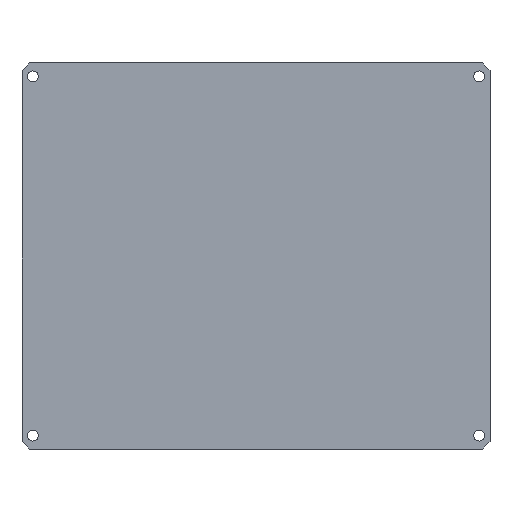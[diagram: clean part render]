
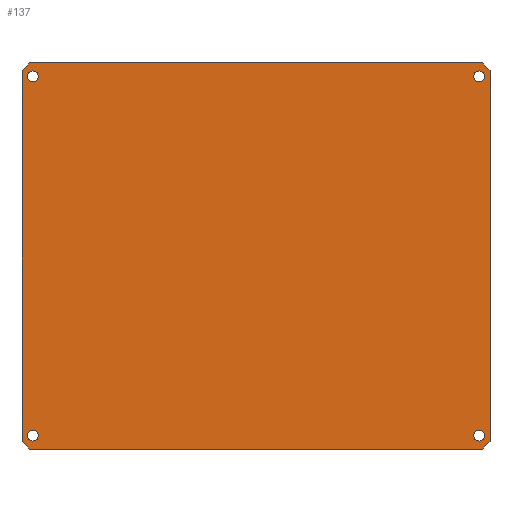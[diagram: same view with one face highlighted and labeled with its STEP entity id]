
A CAD part, top view. The second image highlights one B-rep face of the part: STEP entity #137.
In plain terms, the highlighted planar face has unit normal (0, 0, 1).
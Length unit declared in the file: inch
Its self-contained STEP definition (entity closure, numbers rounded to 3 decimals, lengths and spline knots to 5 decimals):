
#1 = CARTESIAN_POINT ( 'NONE',  ( 2.0653, 0.1546, -0.06882 ) ) ;
#4 = EDGE_LOOP ( 'NONE', ( #578, #562 ) ) ;
#9 = DIRECTION ( 'NONE',  ( 1., 0., 0. ) ) ;
#10 = EDGE_CURVE ( 'NONE', #333, #91, #142, .T. ) ;
#12 = CIRCLE ( 'NONE', #130, 0.125 ) ;
#13 = VERTEX_POINT ( 'NONE', #304 ) ;
#15 = DIRECTION ( 'NONE',  ( 0., 0., 1. ) ) ;
#16 = EDGE_LOOP ( 'NONE', ( #109, #68 ) ) ;
#19 = DIRECTION ( 'NONE',  ( 0., -1., 0. ) ) ;
#21 = CARTESIAN_POINT ( 'NONE',  ( -8.4347, -8.4079, -0.06882 ) ) ;
#26 = VERTEX_POINT ( 'NONE', #451 ) ;
#29 = DIRECTION ( 'NONE',  ( 1., 0., 0. ) ) ;
#30 = CARTESIAN_POINT ( 'NONE',  ( -8.6847, 0.1546, -0.06882 ) ) ;
#32 = DIRECTION ( 'NONE',  ( 0., 0., 1. ) ) ;
#33 = CARTESIAN_POINT ( 'NONE',  ( -8.4347, -0.1579, -0.06882 ) ) ;
#37 = VERTEX_POINT ( 'NONE', #541 ) ;
#38 = CARTESIAN_POINT ( 'NONE',  ( 1.8853, -8.7204, -0.06882 ) ) ;
#39 = EDGE_CURVE ( 'NONE', #46, #37, #234, .T. ) ;
#42 = DIRECTION ( 'NONE',  ( 1., 0., 0. ) ) ;
#46 = VERTEX_POINT ( 'NONE', #542 ) ;
#48 = DIRECTION ( 'NONE',  ( 0., 0., 1. ) ) ;
#49 = CARTESIAN_POINT ( 'NONE',  ( -8.4347, -8.4079, -0.06882 ) ) ;
#51 = EDGE_CURVE ( 'NONE', #622, #13, #290, .T. ) ;
#65 = VECTOR ( 'NONE', #190, 39.37008 ) ;
#68 = ORIENTED_EDGE ( 'NONE', *, *, #466, .F. ) ;
#74 = ORIENTED_EDGE ( 'NONE', *, *, #568, .T. ) ;
#83 = FACE_OUTER_BOUND ( 'NONE', #383, .T. ) ;
#91 = VERTEX_POINT ( 'NONE', #248 ) ;
#92 = CARTESIAN_POINT ( 'NONE',  ( -8.3097, -8.4079, -0.06882 ) ) ;
#109 = ORIENTED_EDGE ( 'NONE', *, *, #444, .F. ) ;
#118 = DIRECTION ( 'NONE',  ( 1., 0., 0. ) ) ;
#121 = DIRECTION ( 'NONE',  ( 0., 0., 1. ) ) ;
#123 = VECTOR ( 'NONE', #405, 39.37008 ) ;
#124 = CARTESIAN_POINT ( 'NONE',  ( 1.8153, -0.1579, -0.06882 ) ) ;
#130 = AXIS2_PLACEMENT_3D ( 'NONE', #124, #121, #118 ) ;
#131 = CARTESIAN_POINT ( 'NONE',  ( -3.3997, -14.0054, -0.06882 ) ) ;
#137 = ADVANCED_FACE ( 'NONE', ( #521, #532, #255, #273, #83 ), #262, .T. ) ;
#139 = CIRCLE ( 'NONE', #388, 0.125 ) ;
#142 = CIRCLE ( 'NONE', #603, 0.125 ) ;
#145 = DIRECTION ( 'NONE',  ( 1., 0., 0. ) ) ;
#149 = DIRECTION ( 'NONE',  ( 0., 0., 1. ) ) ;
#151 = CARTESIAN_POINT ( 'NONE',  ( 1.8153, -0.1579, -0.06882 ) ) ;
#154 = DIRECTION ( 'NONE',  ( 0., 0., 1. ) ) ;
#176 = EDGE_CURVE ( 'NONE', #567, #276, #230, .T. ) ;
#178 = DIRECTION ( 'NONE',  ( 0., 0., 1. ) ) ;
#189 = LINE ( 'NONE', #632, #441 ) ;
#190 = DIRECTION ( 'NONE',  ( 0.707, 0.707, 0. ) ) ;
#195 = DIRECTION ( 'NONE',  ( 1., 0., 0. ) ) ;
#203 = EDGE_CURVE ( 'NONE', #257, #622, #605, .T. ) ;
#207 = CARTESIAN_POINT ( 'NONE',  ( -8.6847, -8.7204, -0.06882 ) ) ;
#212 = ORIENTED_EDGE ( 'NONE', *, *, #203, .T. ) ;
#230 = LINE ( 'NONE', #131, #65 ) ;
#234 = CIRCLE ( 'NONE', #657, 0.125 ) ;
#236 = CARTESIAN_POINT ( 'NONE',  ( -8.6847, 0.1546, -0.06882 ) ) ;
#237 = DIRECTION ( 'NONE',  ( 0., 0., 1. ) ) ;
#243 = CARTESIAN_POINT ( 'NONE',  ( -8.5597, -8.4079, -0.06882 ) ) ;
#245 = ORIENTED_EDGE ( 'NONE', *, *, #519, .F. ) ;
#248 = CARTESIAN_POINT ( 'NONE',  ( 1.9403, -8.4079, -0.06882 ) ) ;
#250 = DIRECTION ( 'NONE',  ( 1., 0., 0. ) ) ;
#253 = CARTESIAN_POINT ( 'NONE',  ( -8.5047, 0.1546, -0.06882 ) ) ;
#255 = FACE_BOUND ( 'NONE', #16, .T. ) ;
#256 = DIRECTION ( 'NONE',  ( -1., 0., 0. ) ) ;
#257 = VERTEX_POINT ( 'NONE', #661 ) ;
#260 = CARTESIAN_POINT ( 'NONE',  ( -8.6847, -8.7204, -0.06882 ) ) ;
#261 = DIRECTION ( 'NONE',  ( 1., 0., 0. ) ) ;
#262 = PLANE ( 'NONE',  #278 ) ;
#264 = DIRECTION ( 'NONE',  ( 0., 0., 1. ) ) ;
#269 = CARTESIAN_POINT ( 'NONE',  ( 1.8153, -8.4079, -0.06882 ) ) ;
#273 = FACE_BOUND ( 'NONE', #402, .T. ) ;
#275 = ORIENTED_EDGE ( 'NONE', *, *, #548, .F. ) ;
#276 = VERTEX_POINT ( 'NONE', #665 ) ;
#278 = AXIS2_PLACEMENT_3D ( 'NONE', #207, #154, #195 ) ;
#289 = CIRCLE ( 'NONE', #428, 0.125 ) ;
#290 = LINE ( 'NONE', #534, #123 ) ;
#292 = CIRCLE ( 'NONE', #535, 0.125 ) ;
#295 = EDGE_CURVE ( 'NONE', #26, #352, #189, .T. ) ;
#296 = CARTESIAN_POINT ( 'NONE',  ( -8.4347, -0.1579, -0.06882 ) ) ;
#300 = CARTESIAN_POINT ( 'NONE',  ( 1.8853, 0.1546, -0.06882 ) ) ;
#304 = CARTESIAN_POINT ( 'NONE',  ( -8.5047, -8.7204, -0.06882 ) ) ;
#305 = CARTESIAN_POINT ( 'NONE',  ( 1.6903, -8.4079, -0.06882 ) ) ;
#316 = VERTEX_POINT ( 'NONE', #459 ) ;
#329 = AXIS2_PLACEMENT_3D ( 'NONE', #49, #48, #42 ) ;
#333 = VERTEX_POINT ( 'NONE', #305 ) ;
#338 = EDGE_CURVE ( 'NONE', #91, #333, #292, .T. ) ;
#339 = CIRCLE ( 'NONE', #619, 0.125 ) ;
#352 = VERTEX_POINT ( 'NONE', #300 ) ;
#358 = EDGE_CURVE ( 'NONE', #13, #567, #408, .T. ) ;
#359 = VERTEX_POINT ( 'NONE', #253 ) ;
#362 = CARTESIAN_POINT ( 'NONE',  ( 1.8153, -8.4079, -0.06882 ) ) ;
#365 = VERTEX_POINT ( 'NONE', #243 ) ;
#370 = EDGE_CURVE ( 'NONE', #352, #359, #537, .T. ) ;
#379 = CARTESIAN_POINT ( 'NONE',  ( 1.9403, -0.1579, -0.06882 ) ) ;
#383 = EDGE_LOOP ( 'NONE', ( #433, #391, #212, #582, #660, #631, #74, #462 ) ) ;
#388 = AXIS2_PLACEMENT_3D ( 'NONE', #33, #32, #29 ) ;
#389 = VECTOR ( 'NONE', #250, 39.37008 ) ;
#391 = ORIENTED_EDGE ( 'NONE', *, *, #620, .T. ) ;
#402 = EDGE_LOOP ( 'NONE', ( #484, #442 ) ) ;
#405 = DIRECTION ( 'NONE',  ( 0.707, -0.707, 0. ) ) ;
#408 = LINE ( 'NONE', #260, #389 ) ;
#413 = CARTESIAN_POINT ( 'NONE',  ( -8.6847, -8.5404, -0.06882 ) ) ;
#421 = EDGE_LOOP ( 'NONE', ( #275, #245 ) ) ;
#428 = AXIS2_PLACEMENT_3D ( 'NONE', #21, #15, #9 ) ;
#433 = ORIENTED_EDGE ( 'NONE', *, *, #370, .T. ) ;
#435 = DIRECTION ( 'NONE',  ( -0.707, -0.707, 0. ) ) ;
#440 = CARTESIAN_POINT ( 'NONE',  ( -13.0322, -4.3729, -0.06882 ) ) ;
#441 = VECTOR ( 'NONE', #505, 39.37008 ) ;
#442 = ORIENTED_EDGE ( 'NONE', *, *, #39, .F. ) ;
#444 = EDGE_CURVE ( 'NONE', #650, #316, #339, .T. ) ;
#449 = DIRECTION ( 'NONE',  ( 1., 0., 0. ) ) ;
#451 = CARTESIAN_POINT ( 'NONE',  ( 2.0653, -0.0254, -0.06882 ) ) ;
#459 = CARTESIAN_POINT ( 'NONE',  ( 1.6903, -0.1579, -0.06882 ) ) ;
#462 = ORIENTED_EDGE ( 'NONE', *, *, #295, .T. ) ;
#466 = EDGE_CURVE ( 'NONE', #316, #650, #12, .T. ) ;
#484 = ORIENTED_EDGE ( 'NONE', *, *, #539, .F. ) ;
#490 = VECTOR ( 'NONE', #435, 39.37008 ) ;
#496 = DIRECTION ( 'NONE',  ( 0., 1., 0. ) ) ;
#500 = VERTEX_POINT ( 'NONE', #92 ) ;
#505 = DIRECTION ( 'NONE',  ( -0.707, 0.707, 0. ) ) ;
#519 = EDGE_CURVE ( 'NONE', #365, #500, #654, .T. ) ;
#520 = VECTOR ( 'NONE', #496, 39.37008 ) ;
#521 = FACE_BOUND ( 'NONE', #421, .T. ) ;
#532 = FACE_BOUND ( 'NONE', #4, .T. ) ;
#534 = CARTESIAN_POINT ( 'NONE',  ( -8.5947, -8.6304, -0.06882 ) ) ;
#535 = AXIS2_PLACEMENT_3D ( 'NONE', #269, #264, #261 ) ;
#537 = LINE ( 'NONE', #236, #621 ) ;
#539 = EDGE_CURVE ( 'NONE', #37, #46, #139, .T. ) ;
#541 = CARTESIAN_POINT ( 'NONE',  ( -8.3097, -0.1579, -0.06882 ) ) ;
#542 = CARTESIAN_POINT ( 'NONE',  ( -8.5597, -0.1579, -0.06882 ) ) ;
#548 = EDGE_CURVE ( 'NONE', #500, #365, #289, .T. ) ;
#550 = DIRECTION ( 'NONE',  ( 1., 0., 0. ) ) ;
#562 = ORIENTED_EDGE ( 'NONE', *, *, #10, .F. ) ;
#567 = VERTEX_POINT ( 'NONE', #38 ) ;
#568 = EDGE_CURVE ( 'NONE', #276, #26, #629, .T. ) ;
#578 = ORIENTED_EDGE ( 'NONE', *, *, #338, .F. ) ;
#582 = ORIENTED_EDGE ( 'NONE', *, *, #51, .T. ) ;
#603 = AXIS2_PLACEMENT_3D ( 'NONE', #362, #237, #550 ) ;
#605 = LINE ( 'NONE', #30, #616 ) ;
#615 = LINE ( 'NONE', #440, #490 ) ;
#616 = VECTOR ( 'NONE', #19, 39.37008 ) ;
#619 = AXIS2_PLACEMENT_3D ( 'NONE', #151, #149, #145 ) ;
#620 = EDGE_CURVE ( 'NONE', #359, #257, #615, .T. ) ;
#621 = VECTOR ( 'NONE', #256, 39.37008 ) ;
#622 = VERTEX_POINT ( 'NONE', #413 ) ;
#629 = LINE ( 'NONE', #1, #520 ) ;
#631 = ORIENTED_EDGE ( 'NONE', *, *, #176, .T. ) ;
#632 = CARTESIAN_POINT ( 'NONE',  ( 1.0378, 1.0021, -0.06882 ) ) ;
#650 = VERTEX_POINT ( 'NONE', #379 ) ;
#654 = CIRCLE ( 'NONE', #329, 0.125 ) ;
#657 = AXIS2_PLACEMENT_3D ( 'NONE', #296, #178, #449 ) ;
#660 = ORIENTED_EDGE ( 'NONE', *, *, #358, .T. ) ;
#661 = CARTESIAN_POINT ( 'NONE',  ( -8.6847, -0.0254, -0.06882 ) ) ;
#665 = CARTESIAN_POINT ( 'NONE',  ( 2.0653, -8.5404, -0.06882 ) ) ;
